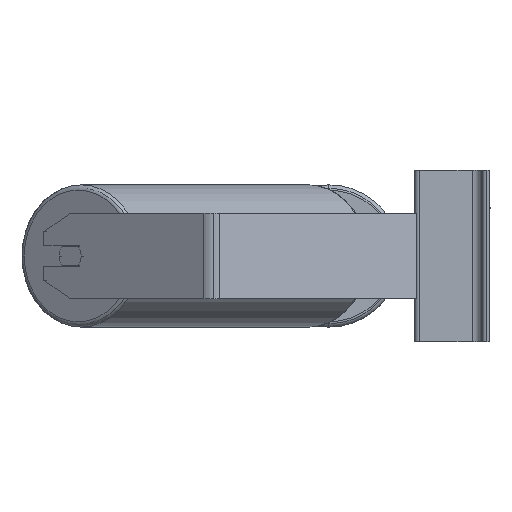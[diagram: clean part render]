
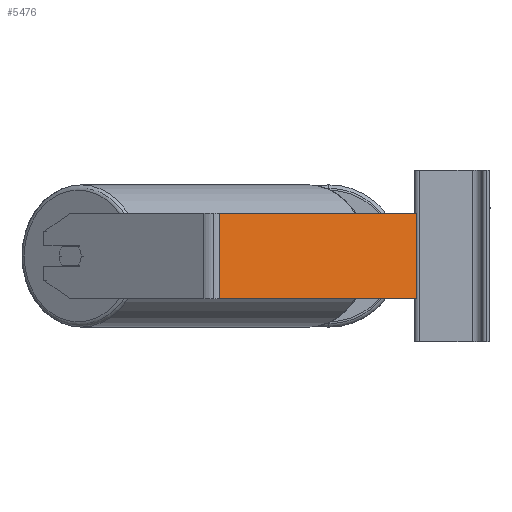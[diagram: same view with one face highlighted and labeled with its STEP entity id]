
A CAD part, left-side view. The second image highlights one B-rep face of the part: STEP entity #5476.
In plain terms, the highlighted planar face has unit normal (-0.94, -0.342, 0).
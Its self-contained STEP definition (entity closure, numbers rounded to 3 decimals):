
#51 = DIRECTION ( 'NONE',  ( 0.342, -0.94, 0. ) ) ;
#91 = EDGE_CURVE ( 'NONE', #10498, #10932, #5544, .T. ) ;
#151 = EDGE_CURVE ( 'NONE', #3787, #10932, #9014, .T. ) ;
#303 = VECTOR ( 'NONE', #4763, 1000. ) ;
#528 = CARTESIAN_POINT ( 'NONE',  ( -587.518, 15.948, 40. ) ) ;
#608 = CARTESIAN_POINT ( 'NONE',  ( -654.585, 200.215, 40. ) ) ;
#1412 = VERTEX_POINT ( 'NONE', #608 ) ;
#1586 = PLANE ( 'NONE',  #6684 ) ;
#3035 = DIRECTION ( 'NONE',  ( 0., 0., -1. ) ) ;
#3487 = EDGE_CURVE ( 'NONE', #1412, #10498, #3876, .T. ) ;
#3787 = VERTEX_POINT ( 'NONE', #4428 ) ;
#3876 = LINE ( 'NONE', #10709, #6466 ) ;
#3916 = DIRECTION ( 'NONE',  ( 0., 0., -1. ) ) ;
#4428 = CARTESIAN_POINT ( 'NONE',  ( -587.518, 15.948, 40. ) ) ;
#4763 = DIRECTION ( 'NONE',  ( 0.342, -0.94, 0. ) ) ;
#4872 = EDGE_CURVE ( 'NONE', #1412, #3787, #7697, .T. ) ;
#5476 = ADVANCED_FACE ( 'NONE', ( #5874 ), #1586, .F. ) ;
#5544 = LINE ( 'NONE', #6551, #303 ) ;
#5769 = ORIENTED_EDGE ( 'NONE', *, *, #3487, .T. ) ;
#5874 = FACE_OUTER_BOUND ( 'NONE', #9722, .T. ) ;
#5964 = VECTOR ( 'NONE', #51, 1000. ) ;
#6466 = VECTOR ( 'NONE', #3035, 1000. ) ;
#6551 = CARTESIAN_POINT ( 'NONE',  ( -657.434, 208.042, -40. ) ) ;
#6684 = AXIS2_PLACEMENT_3D ( 'NONE', #9338, #8559, #9288 ) ;
#7595 = CARTESIAN_POINT ( 'NONE',  ( -657.434, 208.042, 40. ) ) ;
#7697 = LINE ( 'NONE', #7595, #5964 ) ;
#8131 = ORIENTED_EDGE ( 'NONE', *, *, #151, .F. ) ;
#8559 = DIRECTION ( 'NONE',  ( 0.94, 0.342, 0. ) ) ;
#9014 = LINE ( 'NONE', #528, #9235 ) ;
#9181 = ORIENTED_EDGE ( 'NONE', *, *, #91, .T. ) ;
#9235 = VECTOR ( 'NONE', #3916, 1000. ) ;
#9288 = DIRECTION ( 'NONE',  ( -0.342, 0.94, 0. ) ) ;
#9338 = CARTESIAN_POINT ( 'NONE',  ( -657.434, 208.042, 40. ) ) ;
#9722 = EDGE_LOOP ( 'NONE', ( #9181, #8131, #10539, #5769 ) ) ;
#9948 = CARTESIAN_POINT ( 'NONE',  ( -587.518, 15.948, -40. ) ) ;
#10084 = CARTESIAN_POINT ( 'NONE',  ( -654.585, 200.215, -40. ) ) ;
#10498 = VERTEX_POINT ( 'NONE', #10084 ) ;
#10539 = ORIENTED_EDGE ( 'NONE', *, *, #4872, .F. ) ;
#10709 = CARTESIAN_POINT ( 'NONE',  ( -654.585, 200.215, 40. ) ) ;
#10932 = VERTEX_POINT ( 'NONE', #9948 ) ;
